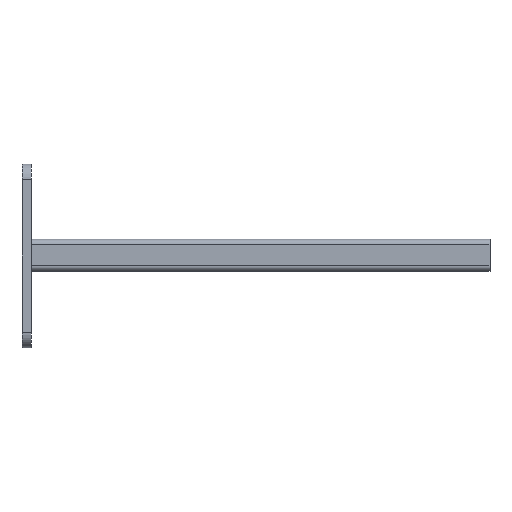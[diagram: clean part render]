
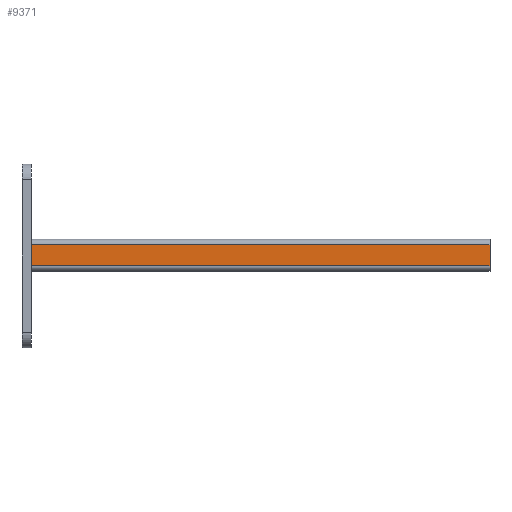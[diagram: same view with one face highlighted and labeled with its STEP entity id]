
A CAD part, front view. The second image highlights one B-rep face of the part: STEP entity #9371.
In plain terms, the highlighted face is planar.
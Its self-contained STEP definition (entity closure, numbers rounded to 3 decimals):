
#165 = VECTOR ( 'NONE', #16689, 1000. ) ;
#393 = ORIENTED_EDGE ( 'NONE', *, *, #16937, .F. ) ;
#1600 = CARTESIAN_POINT ( 'NONE',  ( 20.5, 17.25, -150. ) ) ;
#1886 = VERTEX_POINT ( 'NONE', #16950 ) ;
#2388 = VERTEX_POINT ( 'NONE', #16987 ) ;
#2720 = PLANE ( 'NONE',  #18618 ) ;
#3293 = LINE ( 'NONE', #7615, #10822 ) ;
#3417 = ORIENTED_EDGE ( 'NONE', *, *, #13611, .F. ) ;
#4167 = CARTESIAN_POINT ( 'NONE',  ( 20.5, 3.75, -150. ) ) ;
#7325 = EDGE_CURVE ( 'NONE', #1886, #2388, #12644, .T. ) ;
#7533 = CARTESIAN_POINT ( 'NONE',  ( 20.5, 0., 0. ) ) ;
#7615 = CARTESIAN_POINT ( 'NONE',  ( 20.5, 0., -300. ) ) ;
#8589 = LINE ( 'NONE', #7533, #165 ) ;
#8625 = VECTOR ( 'NONE', #9220, 1000. ) ;
#8770 = CARTESIAN_POINT ( 'NONE',  ( 20.5, 0., -150. ) ) ;
#9220 = DIRECTION ( 'NONE',  ( 0., 0., 1. ) ) ;
#9371 = ADVANCED_FACE ( 'NONE', ( #13247 ), #2720, .F. ) ;
#9531 = EDGE_LOOP ( 'NONE', ( #393, #3417, #19055, #12738 ) ) ;
#9962 = CARTESIAN_POINT ( 'NONE',  ( 20.5, 3.75, 0. ) ) ;
#10150 = LINE ( 'NONE', #4167, #13469 ) ;
#10550 = VERTEX_POINT ( 'NONE', #14388 ) ;
#10822 = VECTOR ( 'NONE', #12610, 1000. ) ;
#11665 = DIRECTION ( 'NONE',  ( 0., 0., -1. ) ) ;
#12610 = DIRECTION ( 'NONE',  ( 0., 1., 0. ) ) ;
#12644 = LINE ( 'NONE', #1600, #8625 ) ;
#12738 = ORIENTED_EDGE ( 'NONE', *, *, #7325, .T. ) ;
#13105 = DIRECTION ( 'NONE',  ( -1., 0., 0. ) ) ;
#13247 = FACE_OUTER_BOUND ( 'NONE', #9531, .T. ) ;
#13469 = VECTOR ( 'NONE', #16020, 1000. ) ;
#13611 = EDGE_CURVE ( 'NONE', #10550, #16701, #10150, .T. ) ;
#14388 = CARTESIAN_POINT ( 'NONE',  ( 20.5, 3.75, -300. ) ) ;
#14680 = EDGE_CURVE ( 'NONE', #10550, #1886, #3293, .T. ) ;
#16020 = DIRECTION ( 'NONE',  ( 0., 0., 1. ) ) ;
#16689 = DIRECTION ( 'NONE',  ( 0., 1., 0. ) ) ;
#16701 = VERTEX_POINT ( 'NONE', #9962 ) ;
#16937 = EDGE_CURVE ( 'NONE', #16701, #2388, #8589, .T. ) ;
#16950 = CARTESIAN_POINT ( 'NONE',  ( 20.5, 17.25, -300. ) ) ;
#16987 = CARTESIAN_POINT ( 'NONE',  ( 20.5, 17.25, 0. ) ) ;
#18618 = AXIS2_PLACEMENT_3D ( 'NONE', #8770, #13105, #11665 ) ;
#19055 = ORIENTED_EDGE ( 'NONE', *, *, #14680, .T. ) ;
